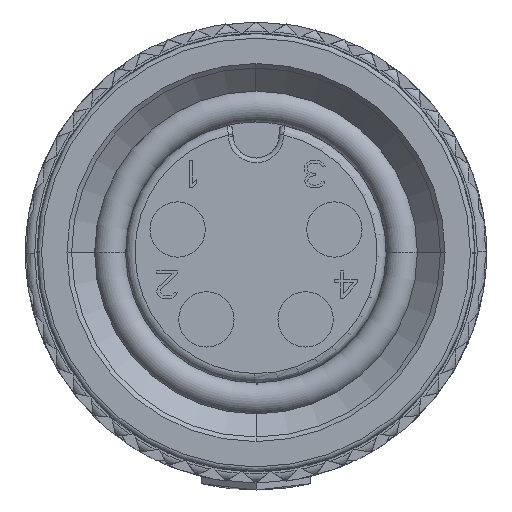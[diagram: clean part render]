
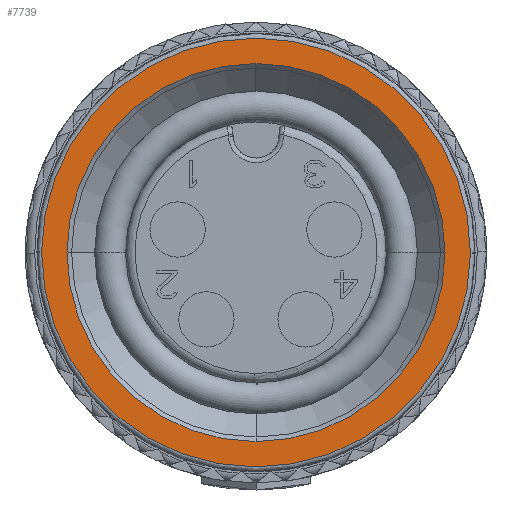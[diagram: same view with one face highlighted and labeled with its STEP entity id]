
A CAD part, front view. The second image highlights one B-rep face of the part: STEP entity #7739.
In plain terms, the highlighted planar face has unit normal (0, -1, 0).
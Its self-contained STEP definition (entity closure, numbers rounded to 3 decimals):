
#7739=ADVANCED_FACE('',(#16441,#16442),#16443,.T.);
#7757=EDGE_CURVE('',#16470,#16467,#16471,.T.);
#7761=EDGE_CURVE('',#16467,#16476,#16477,.T.);
#7769=EDGE_CURVE('',#16489,#16490,#16491,.T.);
#7775=EDGE_CURVE('',#16499,#16500,#16501,.T.);
#9881=EDGE_CURVE('',#16500,#16489,#19265,.T.);
#9883=EDGE_CURVE('',#16490,#16499,#19267,.T.);
#9893=EDGE_CURVE('',#19278,#16470,#19279,.T.);
#9895=EDGE_CURVE('',#16476,#19278,#19281,.T.);
#16441=FACE_OUTER_BOUND('',#73004,.T.);
#16442=FACE_BOUND('',#73005,.T.);
#16443=PLANE('',#73006);
#16467=VERTEX_POINT('',#73034);
#16470=VERTEX_POINT('',#73039);
#16471=CIRCLE('',#73040,4.1);
#16476=VERTEX_POINT('',#73047);
#16477=CIRCLE('',#73048,4.1);
#16489=VERTEX_POINT('',#73064);
#16490=VERTEX_POINT('',#73065);
#16491=CIRCLE('',#73066,4.65);
#16499=VERTEX_POINT('',#73077);
#16500=VERTEX_POINT('',#73078);
#16501=CIRCLE('',#73079,4.65);
#19265=CIRCLE('',#79771,4.65);
#19267=CIRCLE('',#79774,4.65);
#19278=VERTEX_POINT('',#79792);
#19279=CIRCLE('',#79793,4.1);
#19281=CIRCLE('',#79796,4.1);
#73004=EDGE_LOOP('',(#101189,#101190,#101191,#101192));
#73005=EDGE_LOOP('',(#101193,#101194,#101195,#101196));
#73006=AXIS2_PLACEMENT_3D('',#101197,#101198,#101199);
#73034=CARTESIAN_POINT('',(4.1,-8.5,0.0));
#73039=CARTESIAN_POINT('',(0.,-8.5,4.1));
#73040=AXIS2_PLACEMENT_3D('',#101247,#101248,#101249);
#73047=CARTESIAN_POINT('',(0.,-8.5,-4.1));
#73048=AXIS2_PLACEMENT_3D('',#101253,#101254,#101255);
#73064=CARTESIAN_POINT('',(4.65,-8.5,0.0));
#73065=CARTESIAN_POINT('',(-4.65,-8.5,0.024));
#73066=AXIS2_PLACEMENT_3D('',#101265,#101266,#101267);
#73077=CARTESIAN_POINT('',(-4.65,-8.5,0.0));
#73078=CARTESIAN_POINT('',(4.65,-8.5,-0.024));
#73079=AXIS2_PLACEMENT_3D('',#101274,#101275,#101276);
#79771=AXIS2_PLACEMENT_3D('',#102797,#102798,#102799);
#79774=AXIS2_PLACEMENT_3D('',#102800,#102801,#102802);
#79792=CARTESIAN_POINT('',(-4.1,-8.5,0.0));
#79793=AXIS2_PLACEMENT_3D('',#102811,#102812,#102813);
#79796=AXIS2_PLACEMENT_3D('',#102814,#102815,#102816);
#101189=ORIENTED_EDGE('',*,*,#7769,.T.);
#101190=ORIENTED_EDGE('',*,*,#9883,.T.);
#101191=ORIENTED_EDGE('',*,*,#7775,.T.);
#101192=ORIENTED_EDGE('',*,*,#9881,.T.);
#101193=ORIENTED_EDGE('',*,*,#9893,.T.);
#101194=ORIENTED_EDGE('',*,*,#7757,.T.);
#101195=ORIENTED_EDGE('',*,*,#7761,.T.);
#101196=ORIENTED_EDGE('',*,*,#9895,.T.);
#101197=CARTESIAN_POINT('',(0.0,-8.5,0.0));
#101198=DIRECTION('',(0.0,-1.0,0.0));
#101199=DIRECTION('',(0.0,0.0,-1.0));
#101247=CARTESIAN_POINT('',(0.0,-8.5,0.0));
#101248=DIRECTION('',(0.0,1.0,0.0));
#101249=DIRECTION('',(-1.0,0.0,0.0));
#101253=CARTESIAN_POINT('',(0.0,-8.5,0.0));
#101254=DIRECTION('',(-0.0,1.0,0.0));
#101255=DIRECTION('',(1.0,0.0,0.0));
#101265=CARTESIAN_POINT('',(0.0,-8.5,0.0));
#101266=DIRECTION('',(0.0,-1.0,0.0));
#101267=DIRECTION('',(1.0,0.0,0.0));
#101274=CARTESIAN_POINT('',(0.0,-8.5,0.0));
#101275=DIRECTION('',(0.0,-1.0,0.0));
#101276=DIRECTION('',(-1.0,0.0,0.0));
#102797=CARTESIAN_POINT('',(0.0,-8.5,0.0));
#102798=DIRECTION('',(0.0,-1.0,0.0));
#102799=DIRECTION('',(-1.0,0.0,0.0));
#102800=CARTESIAN_POINT('',(0.0,-8.5,0.0));
#102801=DIRECTION('',(0.0,-1.0,0.0));
#102802=DIRECTION('',(1.0,0.0,0.0));
#102811=CARTESIAN_POINT('',(0.0,-8.5,0.0));
#102812=DIRECTION('',(0.0,1.0,0.0));
#102813=DIRECTION('',(-1.0,0.0,0.0));
#102814=CARTESIAN_POINT('',(0.0,-8.5,0.0));
#102815=DIRECTION('',(-0.0,1.0,0.0));
#102816=DIRECTION('',(1.0,0.0,0.0));
